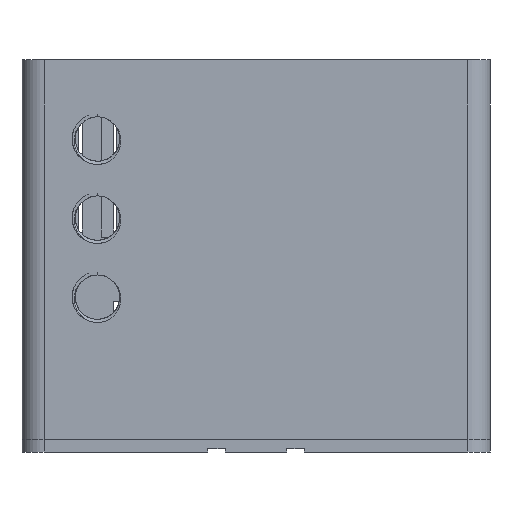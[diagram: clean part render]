
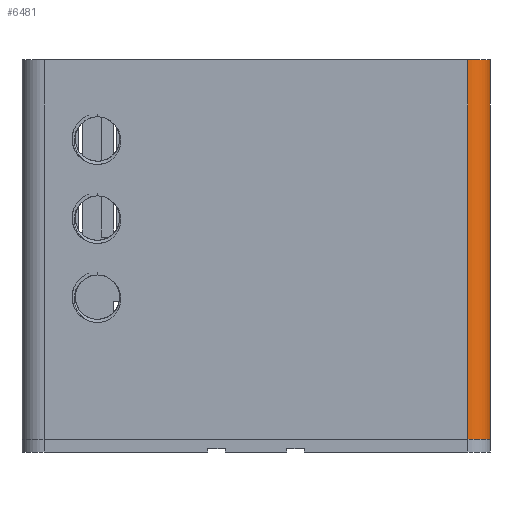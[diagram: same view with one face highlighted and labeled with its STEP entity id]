
A CAD part, left-side view. The second image highlights one B-rep face of the part: STEP entity #6481.
In plain terms, the highlighted cylindrical face has radius 7 mm (diameter 14 mm), a partial arc.
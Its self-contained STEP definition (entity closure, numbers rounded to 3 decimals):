
#503 = PLANE('',#504);
#504 = AXIS2_PLACEMENT_3D('',#505,#506,#507);
#505 = CARTESIAN_POINT('',(0.,0.,120.));
#506 = DIRECTION('',(0.,0.,1.));
#507 = DIRECTION('',(1.,0.,0.));
#1797 = VERTEX_POINT('',#1798);
#1798 = CARTESIAN_POINT('',(-89.,-74.,120.));
#1814 = PLANE('',#1815);
#1815 = AXIS2_PLACEMENT_3D('',#1816,#1817,#1818);
#1816 = CARTESIAN_POINT('',(-89.,-74.,0.));
#1817 = DIRECTION('',(0.,1.,0.));
#1818 = DIRECTION('',(1.,0.,0.));
#1970 = VERTEX_POINT('',#1971);
#1971 = CARTESIAN_POINT('',(-96.,-67.,120.));
#1985 = PLANE('',#1986);
#1986 = AXIS2_PLACEMENT_3D('',#1987,#1988,#1989);
#1987 = CARTESIAN_POINT('',(-96.,67.,0.));
#1988 = DIRECTION('',(1.,0.,0.));
#1989 = DIRECTION('',(0.,-1.,0.));
#1997 = EDGE_CURVE('',#1970,#1797,#1998,.T.);
#1998 = SURFACE_CURVE('',#1999,(#2004,#2011),.PCURVE_S1.);
#1999 = CIRCLE('',#2000,7.);
#2000 = AXIS2_PLACEMENT_3D('',#2001,#2002,#2003);
#2001 = CARTESIAN_POINT('',(-89.,-67.,120.));
#2002 = DIRECTION('',(0.,0.,1.));
#2003 = DIRECTION('',(1.,0.,0.));
#2004 = PCURVE('',#503,#2005);
#2005 = DEFINITIONAL_REPRESENTATION('',(#2006),#2010);
#2006 = CIRCLE('',#2007,7.);
#2007 = AXIS2_PLACEMENT_2D('',#2008,#2009);
#2008 = CARTESIAN_POINT('',(-89.,-67.));
#2009 = DIRECTION('',(1.,0.));
#2010 = ( GEOMETRIC_REPRESENTATION_CONTEXT(2) 
PARAMETRIC_REPRESENTATION_CONTEXT() REPRESENTATION_CONTEXT('2D SPACE',''
  ) );
#2011 = PCURVE('',#2012,#2017);
#2012 = CYLINDRICAL_SURFACE('',#2013,7.);
#2013 = AXIS2_PLACEMENT_3D('',#2014,#2015,#2016);
#2014 = CARTESIAN_POINT('',(-89.,-67.,0.));
#2015 = DIRECTION('',(-0.,-0.,-1.));
#2016 = DIRECTION('',(1.,0.,0.));
#2017 = DEFINITIONAL_REPRESENTATION('',(#2018),#2022);
#2018 = LINE('',#2019,#2020);
#2019 = CARTESIAN_POINT('',(-0.,-120.));
#2020 = VECTOR('',#2021,1.);
#2021 = DIRECTION('',(-1.,0.));
#2022 = ( GEOMETRIC_REPRESENTATION_CONTEXT(2) 
PARAMETRIC_REPRESENTATION_CONTEXT() REPRESENTATION_CONTEXT('2D SPACE',''
  ) );
#6382 = EDGE_CURVE('',#6383,#1797,#6385,.T.);
#6383 = VERTEX_POINT('',#6384);
#6384 = CARTESIAN_POINT('',(-89.,-74.,0.));
#6385 = SURFACE_CURVE('',#6386,(#6390,#6397),.PCURVE_S1.);
#6386 = LINE('',#6387,#6388);
#6387 = CARTESIAN_POINT('',(-89.,-74.,0.));
#6388 = VECTOR('',#6389,1.);
#6389 = DIRECTION('',(0.,0.,1.));
#6390 = PCURVE('',#1814,#6391);
#6391 = DEFINITIONAL_REPRESENTATION('',(#6392),#6396);
#6392 = LINE('',#6393,#6394);
#6393 = CARTESIAN_POINT('',(0.,0.));
#6394 = VECTOR('',#6395,1.);
#6395 = DIRECTION('',(0.,-1.));
#6396 = ( GEOMETRIC_REPRESENTATION_CONTEXT(2) 
PARAMETRIC_REPRESENTATION_CONTEXT() REPRESENTATION_CONTEXT('2D SPACE',''
  ) );
#6397 = PCURVE('',#2012,#6398);
#6398 = DEFINITIONAL_REPRESENTATION('',(#6399),#6403);
#6399 = LINE('',#6400,#6401);
#6400 = CARTESIAN_POINT('',(-4.712,0.));
#6401 = VECTOR('',#6402,1.);
#6402 = DIRECTION('',(-0.,-1.));
#6403 = ( GEOMETRIC_REPRESENTATION_CONTEXT(2) 
PARAMETRIC_REPRESENTATION_CONTEXT() REPRESENTATION_CONTEXT('2D SPACE',''
  ) );
#6481 = ADVANCED_FACE('',(#6482),#2012,.T.);
#6482 = FACE_BOUND('',#6483,.F.);
#6483 = EDGE_LOOP('',(#6484,#6507,#6508,#6509));
#6484 = ORIENTED_EDGE('',*,*,#6485,.T.);
#6485 = EDGE_CURVE('',#6486,#1970,#6488,.T.);
#6486 = VERTEX_POINT('',#6487);
#6487 = CARTESIAN_POINT('',(-96.,-67.,0.));
#6488 = SURFACE_CURVE('',#6489,(#6493,#6500),.PCURVE_S1.);
#6489 = LINE('',#6490,#6491);
#6490 = CARTESIAN_POINT('',(-96.,-67.,0.));
#6491 = VECTOR('',#6492,1.);
#6492 = DIRECTION('',(0.,0.,1.));
#6493 = PCURVE('',#2012,#6494);
#6494 = DEFINITIONAL_REPRESENTATION('',(#6495),#6499);
#6495 = LINE('',#6496,#6497);
#6496 = CARTESIAN_POINT('',(-3.142,0.));
#6497 = VECTOR('',#6498,1.);
#6498 = DIRECTION('',(-0.,-1.));
#6499 = ( GEOMETRIC_REPRESENTATION_CONTEXT(2) 
PARAMETRIC_REPRESENTATION_CONTEXT() REPRESENTATION_CONTEXT('2D SPACE',''
  ) );
#6500 = PCURVE('',#1985,#6501);
#6501 = DEFINITIONAL_REPRESENTATION('',(#6502),#6506);
#6502 = LINE('',#6503,#6504);
#6503 = CARTESIAN_POINT('',(134.,0.));
#6504 = VECTOR('',#6505,1.);
#6505 = DIRECTION('',(0.,-1.));
#6506 = ( GEOMETRIC_REPRESENTATION_CONTEXT(2) 
PARAMETRIC_REPRESENTATION_CONTEXT() REPRESENTATION_CONTEXT('2D SPACE',''
  ) );
#6507 = ORIENTED_EDGE('',*,*,#1997,.T.);
#6508 = ORIENTED_EDGE('',*,*,#6382,.F.);
#6509 = ORIENTED_EDGE('',*,*,#6510,.F.);
#6510 = EDGE_CURVE('',#6486,#6383,#6511,.T.);
#6511 = SURFACE_CURVE('',#6512,(#6517,#6524),.PCURVE_S1.);
#6512 = CIRCLE('',#6513,7.);
#6513 = AXIS2_PLACEMENT_3D('',#6514,#6515,#6516);
#6514 = CARTESIAN_POINT('',(-89.,-67.,0.));
#6515 = DIRECTION('',(0.,0.,1.));
#6516 = DIRECTION('',(1.,0.,0.));
#6517 = PCURVE('',#2012,#6518);
#6518 = DEFINITIONAL_REPRESENTATION('',(#6519),#6523);
#6519 = LINE('',#6520,#6521);
#6520 = CARTESIAN_POINT('',(-0.,0.));
#6521 = VECTOR('',#6522,1.);
#6522 = DIRECTION('',(-1.,0.));
#6523 = ( GEOMETRIC_REPRESENTATION_CONTEXT(2) 
PARAMETRIC_REPRESENTATION_CONTEXT() REPRESENTATION_CONTEXT('2D SPACE',''
  ) );
#6524 = PCURVE('',#6525,#6530);
#6525 = CYLINDRICAL_SURFACE('',#6526,7.);
#6526 = AXIS2_PLACEMENT_3D('',#6527,#6528,#6529);
#6527 = CARTESIAN_POINT('',(-89.,-67.,0.));
#6528 = DIRECTION('',(0.,0.,1.));
#6529 = DIRECTION('',(1.,0.,0.));
#6530 = DEFINITIONAL_REPRESENTATION('',(#6531),#6535);
#6531 = LINE('',#6532,#6533);
#6532 = CARTESIAN_POINT('',(-6.283,0.));
#6533 = VECTOR('',#6534,1.);
#6534 = DIRECTION('',(1.,-0.));
#6535 = ( GEOMETRIC_REPRESENTATION_CONTEXT(2) 
PARAMETRIC_REPRESENTATION_CONTEXT() REPRESENTATION_CONTEXT('2D SPACE',''
  ) );
